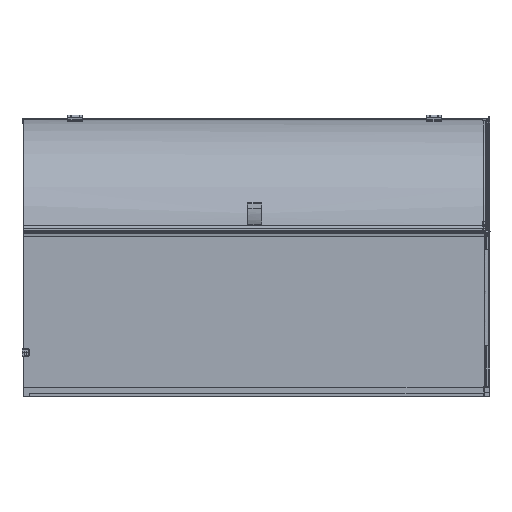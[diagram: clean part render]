
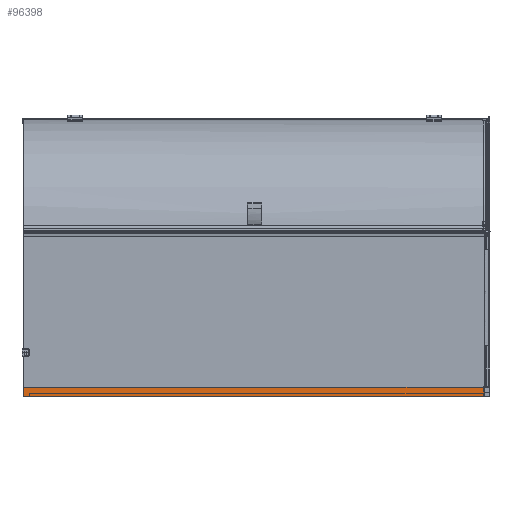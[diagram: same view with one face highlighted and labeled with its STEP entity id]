
A CAD part, left-side view. The second image highlights one B-rep face of the part: STEP entity #96398.
In plain terms, the highlighted cylindrical face has radius 960.746 mm (diameter 1921.49 mm), a partial arc.
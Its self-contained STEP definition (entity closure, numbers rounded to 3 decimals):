
#1150 = CYLINDRICAL_SURFACE ( 'NONE', #82734, 960.747 ) ;
#1845 = CARTESIAN_POINT ( 'NONE',  ( -667.074, -959.5, -1135.636 ) ) ;
#6385 = VERTEX_POINT ( 'NONE', #56367 ) ;
#7292 = LINE ( 'NONE', #11598, #52627 ) ;
#11598 = CARTESIAN_POINT ( 'NONE',  ( -666.809, 966.5, -1148.707 ) ) ;
#13888 = AXIS2_PLACEMENT_3D ( 'NONE', #46725, #57118, #129758 ) ;
#19814 = DIRECTION ( 'NONE',  ( 0., -1., 0. ) ) ;
#20431 = CARTESIAN_POINT ( 'NONE',  ( -666.806, -959.5, -1109.49 ) ) ;
#20756 = EDGE_CURVE ( 'NONE', #57664, #102960, #7292, .T. ) ;
#22044 = DIRECTION ( 'NONE',  ( 0., 1., 0. ) ) ;
#22174 = VERTEX_POINT ( 'NONE', #20431 ) ;
#22729 = CARTESIAN_POINT ( 'NONE',  ( -666.806, -959.5, -1109.49 ) ) ;
#25482 = ORIENTED_EDGE ( 'NONE', *, *, #59305, .T. ) ;
#28907 = CARTESIAN_POINT ( 'NONE',  ( 293.739, -959.5, -1129.173 ) ) ;
#34853 = CARTESIAN_POINT ( 'NONE',  ( -666.809, -959.5, -1148.706 ) ) ;
#42696 = EDGE_CURVE ( 'NONE', #57664, #6385, #131582, .T. ) ;
#46725 = CARTESIAN_POINT ( 'NONE',  ( 293.739, 966.8, -1129.173 ) ) ;
#49910 = FACE_OUTER_BOUND ( 'NONE', #50013, .T. ) ;
#50013 = EDGE_LOOP ( 'NONE', ( #63655, #74659, #105026, #67942, #25482 ) ) ;
#52627 = VECTOR ( 'NONE', #22044, 1000. ) ;
#53576 = VECTOR ( 'NONE', #96593, 1000. ) ;
#56367 = CARTESIAN_POINT ( 'NONE',  ( -666.809, -959.5, -1148.706 ) ) ;
#57118 = DIRECTION ( 'NONE',  ( 0., 1., 0. ) ) ;
#57664 = VERTEX_POINT ( 'NONE', #100879 ) ;
#59305 = EDGE_CURVE ( 'NONE', #6385, #22174, #129990, .T. ) ;
#62483 = CARTESIAN_POINT ( 'NONE',  ( -666.806, 966.8, -1109.49 ) ) ;
#63655 = ORIENTED_EDGE ( 'NONE', *, *, #77289, .T. ) ;
#63721 = CIRCLE ( 'NONE', #13888, 960.747 ) ;
#67942 = ORIENTED_EDGE ( 'NONE', *, *, #42696, .T. ) ;
#71175 = DIRECTION ( 'NONE',  ( 0., 0., -1. ) ) ;
#74659 = ORIENTED_EDGE ( 'NONE', *, *, #112482, .F. ) ;
#75824 = VERTEX_POINT ( 'NONE', #62483 ) ;
#77289 = EDGE_CURVE ( 'NONE', #22174, #75824, #92650, .T. ) ;
#80952 = CARTESIAN_POINT ( 'NONE',  ( -666.809, 966.8, -1148.707 ) ) ;
#82734 = AXIS2_PLACEMENT_3D ( 'NONE', #28907, #19814, #71175 ) ;
#92650 = LINE ( 'NONE', #95342, #97460 ) ;
#95342 = CARTESIAN_POINT ( 'NONE',  ( -666.806, -959.5, -1109.49 ) ) ;
#96398 = ADVANCED_FACE ( 'NONE', ( #49910 ), #1150, .T. ) ;
#96593 = DIRECTION ( 'NONE',  ( 0., -1., 0. ) ) ;
#97460 = VECTOR ( 'NONE', #127549, 1000. ) ;
#100879 = CARTESIAN_POINT ( 'NONE',  ( -666.809, 966.5, -1148.706 ) ) ;
#102960 = VERTEX_POINT ( 'NONE', #80952 ) ;
#104922 = CARTESIAN_POINT ( 'NONE',  ( -667.073, -959.5, -1122.56 ) ) ;
#105026 = ORIENTED_EDGE ( 'NONE', *, *, #20756, .F. ) ;
#105391 = CARTESIAN_POINT ( 'NONE',  ( -666.809, -959.5, -1148.706 ) ) ;
#112482 = EDGE_CURVE ( 'NONE', #102960, #75824, #63721, .T. ) ;
#127549 = DIRECTION ( 'NONE',  ( 0., 1., 0. ) ) ;
#129758 = DIRECTION ( 'NONE',  ( -1., 0., 0. ) ) ;
#129990 = B_SPLINE_CURVE_WITH_KNOTS ( 'NONE', 3,
 ( #105391, #1845, #104922, #22729 ),
 .UNSPECIFIED., .F., .F.,
 ( 4, 4 ),
 ( 0., 1. ),
 .UNSPECIFIED. ) ;
#131582 = LINE ( 'NONE', #34853, #53576 ) ;
